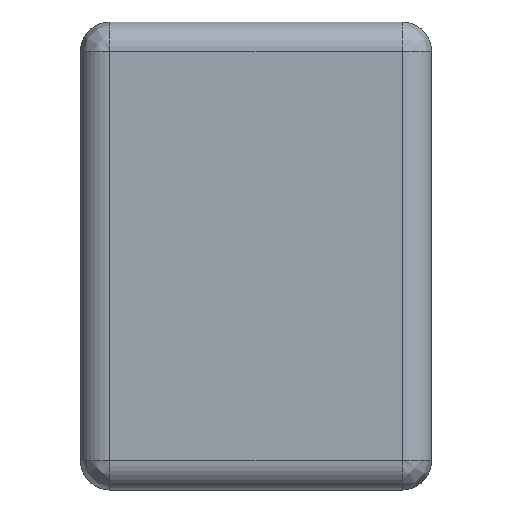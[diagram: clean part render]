
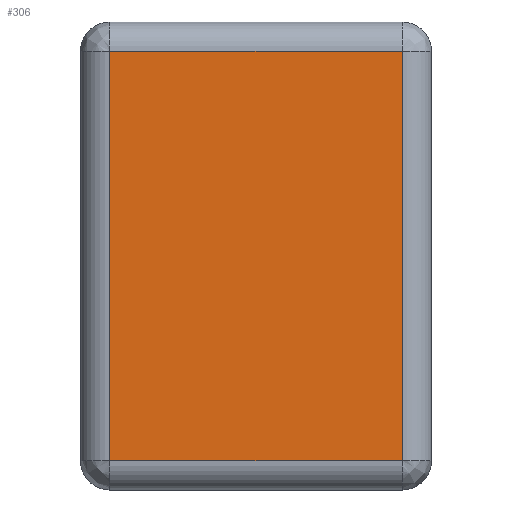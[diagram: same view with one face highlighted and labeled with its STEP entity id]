
A CAD part, left-side view. The second image highlights one B-rep face of the part: STEP entity #306.
In plain terms, the highlighted planar face has unit normal (-1, 0, 0).
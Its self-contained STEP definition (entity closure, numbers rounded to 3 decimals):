
#306 = ADVANCED_FACE ( 'NONE', ( #3741 ), #5816, .T. ) ;
#441 = DIRECTION ( 'NONE',  ( 0., 0., 1. ) ) ;
#447 = DIRECTION ( 'NONE',  ( -1., 0., 0. ) ) ;
#458 = EDGE_CURVE ( 'NONE', #5362, #4689, #6077, .T. ) ;
#543 = ORIENTED_EDGE ( 'NONE', *, *, #1831, .T. ) ;
#619 = CARTESIAN_POINT ( 'NONE',  ( -10., 5., -1. ) ) ;
#952 = CARTESIAN_POINT ( 'NONE',  ( -10., -5., -16. ) ) ;
#979 = VERTEX_POINT ( 'NONE', #3360 ) ;
#1132 = ORIENTED_EDGE ( 'NONE', *, *, #2818, .T. ) ;
#1283 = DIRECTION ( 'NONE',  ( 0., 0., 1. ) ) ;
#1345 = CARTESIAN_POINT ( 'NONE',  ( -10., -5., -16. ) ) ;
#1347 = AXIS2_PLACEMENT_3D ( 'NONE', #952, #447, #441 ) ;
#1372 = CARTESIAN_POINT ( 'NONE',  ( -10., 5., -16. ) ) ;
#1381 = DIRECTION ( 'NONE',  ( 0., 0., 1. ) ) ;
#1831 = EDGE_CURVE ( 'NONE', #979, #3086, #3880, .T. ) ;
#2313 = LINE ( 'NONE', #5314, #2375 ) ;
#2355 = CARTESIAN_POINT ( 'NONE',  ( -10., 5., -15. ) ) ;
#2375 = VECTOR ( 'NONE', #5341, 1000. ) ;
#2732 = EDGE_LOOP ( 'NONE', ( #543, #4974, #5796, #1132 ) ) ;
#2818 = EDGE_CURVE ( 'NONE', #5362, #979, #2313, .T. ) ;
#3028 = DIRECTION ( 'NONE',  ( 0., 1., 0. ) ) ;
#3085 = CARTESIAN_POINT ( 'NONE',  ( -10., -5., -1. ) ) ;
#3086 = VERTEX_POINT ( 'NONE', #4575 ) ;
#3360 = CARTESIAN_POINT ( 'NONE',  ( -10., -5., -15. ) ) ;
#3603 = VECTOR ( 'NONE', #1283, 1000. ) ;
#3741 = FACE_OUTER_BOUND ( 'NONE', #2732, .T. ) ;
#3880 = LINE ( 'NONE', #1345, #3603 ) ;
#4034 = EDGE_CURVE ( 'NONE', #3086, #4689, #4321, .T. ) ;
#4162 = VECTOR ( 'NONE', #1381, 1000. ) ;
#4296 = VECTOR ( 'NONE', #3028, 1000. ) ;
#4321 = LINE ( 'NONE', #3085, #4296 ) ;
#4575 = CARTESIAN_POINT ( 'NONE',  ( -10., -5., -1. ) ) ;
#4689 = VERTEX_POINT ( 'NONE', #619 ) ;
#4974 = ORIENTED_EDGE ( 'NONE', *, *, #4034, .T. ) ;
#5314 = CARTESIAN_POINT ( 'NONE',  ( -10., -5., -15. ) ) ;
#5341 = DIRECTION ( 'NONE',  ( 0., -1., 0. ) ) ;
#5362 = VERTEX_POINT ( 'NONE', #2355 ) ;
#5796 = ORIENTED_EDGE ( 'NONE', *, *, #458, .F. ) ;
#5816 = PLANE ( 'NONE',  #1347 ) ;
#6077 = LINE ( 'NONE', #1372, #4162 ) ;
